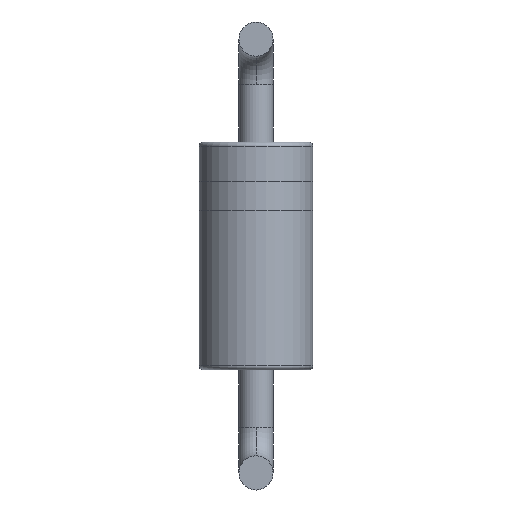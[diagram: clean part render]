
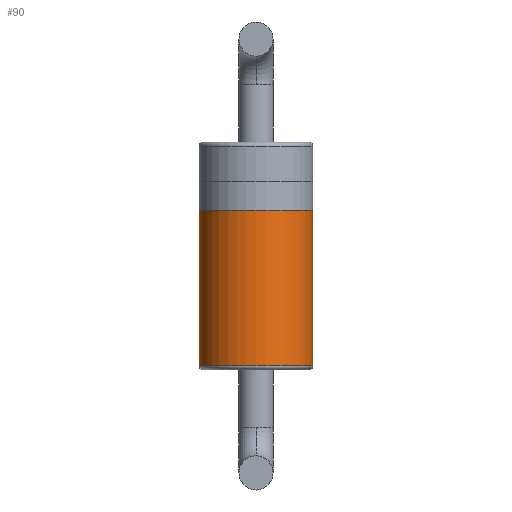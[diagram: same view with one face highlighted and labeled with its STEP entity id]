
A CAD part, front view. The second image highlights one B-rep face of the part: STEP entity #90.
In plain terms, the highlighted cylindrical face has radius 1 mm (diameter 2 mm), a partial arc.
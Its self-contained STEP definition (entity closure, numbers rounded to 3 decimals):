
#15 = VERTEX_POINT ( 'NONE', #146 ) ;
#57 = CARTESIAN_POINT ( 'NONE',  ( -1., 0., 0.8 ) ) ;
#58 = FACE_OUTER_BOUND ( 'NONE', #250, .T. ) ;
#90 = ADVANCED_FACE ( 'NONE', ( #58 ), #835, .T. ) ;
#146 = CARTESIAN_POINT ( 'NONE',  ( 1., 0., -1.93 ) ) ;
#169 = LINE ( 'NONE', #172, #899 ) ;
#170 = VERTEX_POINT ( 'NONE', #57 ) ;
#172 = CARTESIAN_POINT ( 'NONE',  ( -1., 0., -2. ) ) ;
#177 = AXIS2_PLACEMENT_3D ( 'NONE', #385, #227, #724 ) ;
#195 = CIRCLE ( 'NONE', #277, 1. ) ;
#196 = DIRECTION ( 'NONE',  ( 1., 0., 0. ) ) ;
#227 = DIRECTION ( 'NONE',  ( 0., 0., -1. ) ) ;
#250 = EDGE_LOOP ( 'NONE', ( #773, #800, #782, #607 ) ) ;
#267 = CARTESIAN_POINT ( 'NONE',  ( 1., 0., 0.8 ) ) ;
#277 = AXIS2_PLACEMENT_3D ( 'NONE', #378, #718, #196 ) ;
#320 = EDGE_CURVE ( 'NONE', #693, #15, #195, .T. ) ;
#378 = CARTESIAN_POINT ( 'NONE',  ( 0., 0., -1.93 ) ) ;
#385 = CARTESIAN_POINT ( 'NONE',  ( 0., 0., 0.8 ) ) ;
#401 = EDGE_CURVE ( 'NONE', #1056, #170, #449, .T. ) ;
#449 = CIRCLE ( 'NONE', #177, 1. ) ;
#584 = LINE ( 'NONE', #650, #612 ) ;
#607 = ORIENTED_EDGE ( 'NONE', *, *, #401, .T. ) ;
#612 = VECTOR ( 'NONE', #928, 1000. ) ;
#650 = CARTESIAN_POINT ( 'NONE',  ( 1., 0., -2. ) ) ;
#668 = DIRECTION ( 'NONE',  ( 0., 0., 1. ) ) ;
#693 = VERTEX_POINT ( 'NONE', #824 ) ;
#706 = EDGE_CURVE ( 'NONE', #15, #1056, #584, .T. ) ;
#718 = DIRECTION ( 'NONE',  ( 0., 0., 1. ) ) ;
#724 = DIRECTION ( 'NONE',  ( 1., 0., 0. ) ) ;
#773 = ORIENTED_EDGE ( 'NONE', *, *, #1032, .F. ) ;
#782 = ORIENTED_EDGE ( 'NONE', *, *, #706, .T. ) ;
#800 = ORIENTED_EDGE ( 'NONE', *, *, #320, .T. ) ;
#824 = CARTESIAN_POINT ( 'NONE',  ( -1., 0., -1.93 ) ) ;
#835 = CYLINDRICAL_SURFACE ( 'NONE', #1057, 1. ) ;
#899 = VECTOR ( 'NONE', #1050, 1000. ) ;
#928 = DIRECTION ( 'NONE',  ( 0., 0., 1. ) ) ;
#1032 = EDGE_CURVE ( 'NONE', #693, #170, #169, .T. ) ;
#1043 = DIRECTION ( 'NONE',  ( 1., 0., 0. ) ) ;
#1050 = DIRECTION ( 'NONE',  ( 0., 0., 1. ) ) ;
#1056 = VERTEX_POINT ( 'NONE', #267 ) ;
#1057 = AXIS2_PLACEMENT_3D ( 'NONE', #1133, #668, #1043 ) ;
#1133 = CARTESIAN_POINT ( 'NONE',  ( 0., 0., -2. ) ) ;
